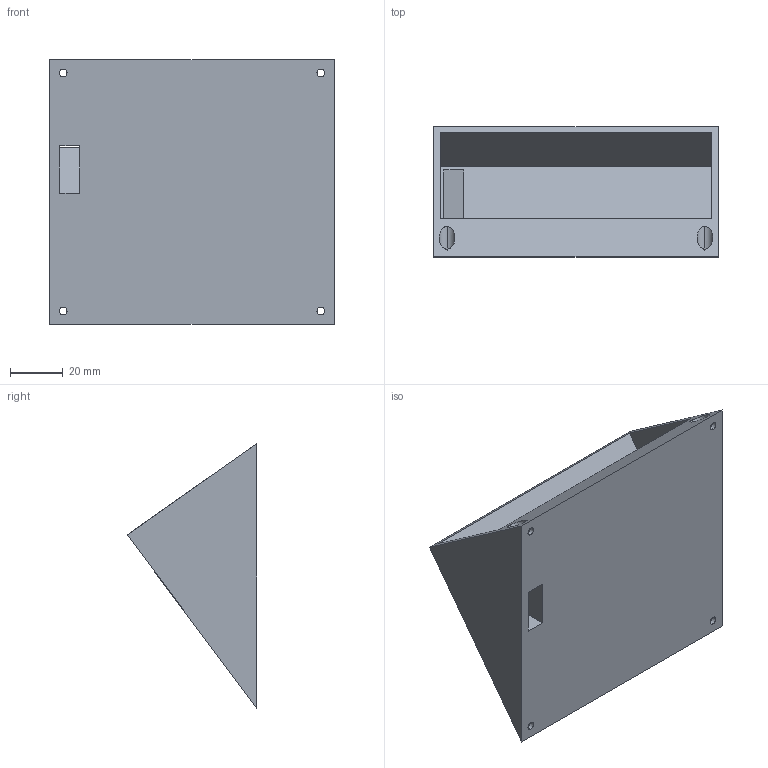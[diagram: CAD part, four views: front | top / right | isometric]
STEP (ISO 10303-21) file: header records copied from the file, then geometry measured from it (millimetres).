
FILE_DESCRIPTION (( 'STEP AP214' ), '1' );
FILE_NAME ('LCD_Display_Case_0.STEP', '2021-05-05T03:33:20', ( '' ), ( '' ), 'SwSTEP 2.0', 'SolidWorks 2019', '' );
FILE_SCHEMA (( 'AUTOMOTIVE_DESIGN' ));
Length unit declared in the file: millimetre
Products named in the file (1): LCD_Display_Case_0
Bounding box: 107.5 x 49.14 x 100 mm (x, y, z)
Volume: 168697.5 mm3; surface area: 38218.7 mm2
Topology: 1 solids, 1 shells, 36 faces, 83 edges, 54 vertices
Faces by surface type: cylinder 18, plane 18
Entity records: 1081 total; most frequent: CARTESIAN_POINT 210, DIRECTION 173, ORIENTED_EDGE 166, EDGE_CURVE 83, AXIS2_PLACEMENT_3D 63, VERTEX_POINT 54, EDGE_LOOP 51, VECTOR 47
